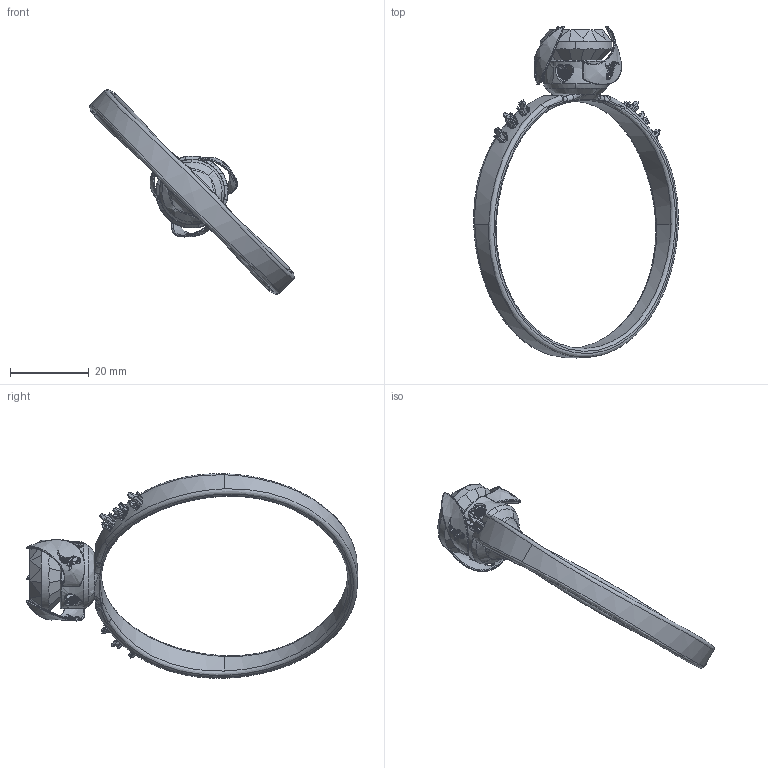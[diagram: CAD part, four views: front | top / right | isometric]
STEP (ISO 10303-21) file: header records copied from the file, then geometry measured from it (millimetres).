
FILE_DESCRIPTION(('FreeCAD Model'),'2;1');
FILE_NAME('Open CASCADE Shape Model','2025-05-04T05:45:11',('FreeCAD'),( 'FreeCAD'),'Open CASCADE STEP processor 7.6','FreeCAD','Unknown');
FILE_SCHEMA(('AUTOMOTIVE_DESIGN { 1 0 10303 214 1 1 1 1 }'));
Products named in the file (1): Open CASCADE STEP translator 7.6 1
Bounding box: 51.9 x 84.22 x 51.9 mm (x, y, z)
Volume: 5726.8 mm3; surface area: 6353.4 mm2
Topology: 20 solids, 20 shells, 2512 faces, 6430 edges, 3932 vertices
Faces by surface type: bspline 2512
Entity records: 389454 total; most frequent: CARTESIAN_POINT 350050, ORIENTED_EDGE 12822, EDGE_CURVE 6411, B_SPLINE_CURVE_WITH_KNOTS 6185, VERTEX_POINT 3932, FACE_BOUND 2601, EDGE_LOOP 2601, ADVANCED_FACE 2512
